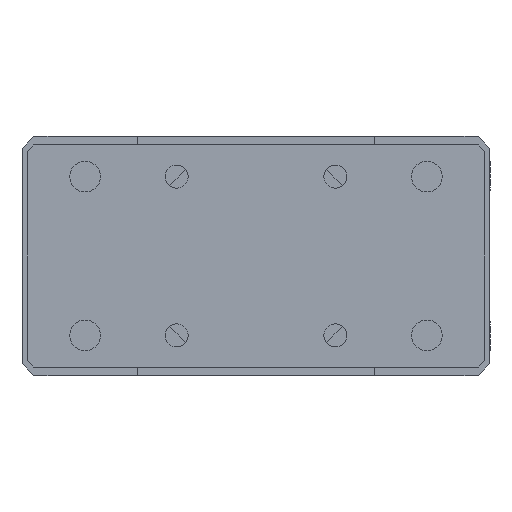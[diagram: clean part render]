
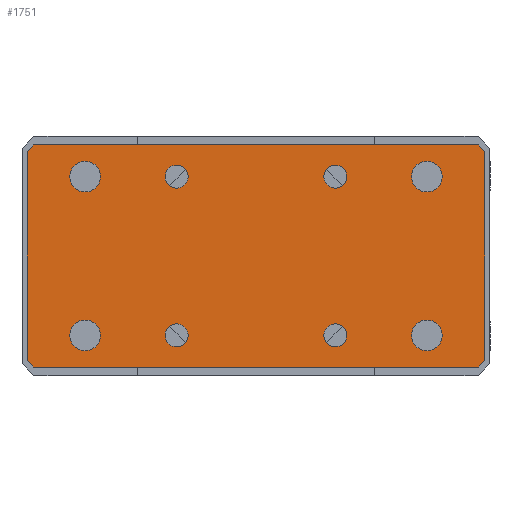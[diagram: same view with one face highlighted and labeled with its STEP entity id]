
A CAD part, front view. The second image highlights one B-rep face of the part: STEP entity #1751.
In plain terms, the highlighted face is planar.
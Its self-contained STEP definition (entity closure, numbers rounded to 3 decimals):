
#93=LINE('',#3007,#175);
#97=LINE('',#3015,#179);
#100=LINE('',#3021,#182);
#103=LINE('',#3027,#185);
#106=LINE('',#3032,#188);
#108=LINE('',#3036,#190);
#110=LINE('',#3040,#192);
#111=LINE('',#3042,#193);
#175=VECTOR('',#2526,1000.);
#179=VECTOR('',#2532,1000.);
#182=VECTOR('',#2537,1000.);
#185=VECTOR('',#2542,1000.);
#188=VECTOR('',#2547,1000.);
#190=VECTOR('',#2551,1000.);
#192=VECTOR('',#2555,1000.);
#193=VECTOR('',#2558,1000.);
#283=PLANE('',#2011);
#654=ORIENTED_EDGE('',*,*,#862,.T.);
#655=ORIENTED_EDGE('',*,*,#844,.T.);
#656=ORIENTED_EDGE('',*,*,#848,.T.);
#657=ORIENTED_EDGE('',*,*,#851,.T.);
#658=ORIENTED_EDGE('',*,*,#854,.T.);
#659=ORIENTED_EDGE('',*,*,#857,.T.);
#660=ORIENTED_EDGE('',*,*,#859,.T.);
#661=ORIENTED_EDGE('',*,*,#861,.T.);
#662=ORIENTED_EDGE('',*,*,#825,.T.);
#663=ORIENTED_EDGE('',*,*,#828,.T.);
#664=ORIENTED_EDGE('',*,*,#831,.T.);
#665=ORIENTED_EDGE('',*,*,#835,.T.);
#666=ORIENTED_EDGE('',*,*,#837,.T.);
#667=ORIENTED_EDGE('',*,*,#839,.T.);
#668=ORIENTED_EDGE('',*,*,#840,.T.);
#669=ORIENTED_EDGE('',*,*,#841,.T.);
#825=EDGE_CURVE('',#1000,#1000,#1121,.T.);
#828=EDGE_CURVE('',#1003,#1003,#1124,.T.);
#831=EDGE_CURVE('',#1006,#1006,#1127,.T.);
#835=EDGE_CURVE('',#1010,#1010,#1131,.T.);
#837=EDGE_CURVE('',#1011,#1011,#1133,.T.);
#839=EDGE_CURVE('',#1012,#1012,#1135,.T.);
#840=EDGE_CURVE('',#1013,#1013,#1136,.T.);
#841=EDGE_CURVE('',#1014,#1014,#1137,.T.);
#844=EDGE_CURVE('',#1017,#1016,#93,.T.);
#848=EDGE_CURVE('',#1016,#1019,#97,.T.);
#851=EDGE_CURVE('',#1019,#1021,#100,.T.);
#854=EDGE_CURVE('',#1021,#1023,#103,.T.);
#857=EDGE_CURVE('',#1023,#1024,#106,.T.);
#859=EDGE_CURVE('',#1024,#1025,#108,.T.);
#861=EDGE_CURVE('',#1025,#1026,#110,.T.);
#862=EDGE_CURVE('',#1026,#1017,#111,.T.);
#1000=VERTEX_POINT('',#2958);
#1003=VERTEX_POINT('',#2967);
#1006=VERTEX_POINT('',#2976);
#1010=VERTEX_POINT('',#2987);
#1011=VERTEX_POINT('',#2991);
#1012=VERTEX_POINT('',#2995);
#1013=VERTEX_POINT('',#2998);
#1014=VERTEX_POINT('',#3001);
#1016=VERTEX_POINT('',#3006);
#1017=VERTEX_POINT('',#3008);
#1019=VERTEX_POINT('',#3014);
#1021=VERTEX_POINT('',#3020);
#1023=VERTEX_POINT('',#3026);
#1024=VERTEX_POINT('',#3031);
#1025=VERTEX_POINT('',#3035);
#1026=VERTEX_POINT('',#3039);
#1121=CIRCLE('',#1972,4.5);
#1124=CIRCLE('',#1978,4.5);
#1127=CIRCLE('',#1984,4.5);
#1131=CIRCLE('',#1991,4.5);
#1133=CIRCLE('',#1994,3.375);
#1135=CIRCLE('',#1997,3.375);
#1136=CIRCLE('',#1999,3.375);
#1137=CIRCLE('',#2001,3.375);
#1351=EDGE_LOOP('',(#654,#655,#656,#657,#658,#659,#660,#661));
#1352=EDGE_LOOP('',(#662));
#1353=EDGE_LOOP('',(#663));
#1354=EDGE_LOOP('',(#664));
#1355=EDGE_LOOP('',(#665));
#1356=EDGE_LOOP('',(#666));
#1357=EDGE_LOOP('',(#667));
#1358=EDGE_LOOP('',(#668));
#1359=EDGE_LOOP('',(#669));
#1582=FACE_BOUND('',#1351,.T.);
#1583=FACE_BOUND('',#1352,.T.);
#1584=FACE_BOUND('',#1353,.T.);
#1585=FACE_BOUND('',#1354,.T.);
#1586=FACE_BOUND('',#1355,.T.);
#1587=FACE_BOUND('',#1356,.T.);
#1588=FACE_BOUND('',#1357,.T.);
#1589=FACE_BOUND('',#1358,.T.);
#1590=FACE_BOUND('',#1359,.T.);
#1751=ADVANCED_FACE('',(#1582,#1583,#1584,#1585,#1586,#1587,#1588,#1589,
#1590),#283,.F.);
#1972=AXIS2_PLACEMENT_3D('',#2957,#2462,#2463);
#1978=AXIS2_PLACEMENT_3D('',#2966,#2474,#2475);
#1984=AXIS2_PLACEMENT_3D('',#2975,#2486,#2487);
#1991=AXIS2_PLACEMENT_3D('',#2986,#2500,#2501);
#1994=AXIS2_PLACEMENT_3D('',#2990,#2506,#2507);
#1997=AXIS2_PLACEMENT_3D('',#2994,#2512,#2513);
#1999=AXIS2_PLACEMENT_3D('',#2997,#2516,#2517);
#2001=AXIS2_PLACEMENT_3D('',#3000,#2520,#2521);
#2011=AXIS2_PLACEMENT_3D('',#3044,#2561,#2562);
#2462=DIRECTION('',(0.,0.,1.));
#2463=DIRECTION('',(1.,0.,0.));
#2474=DIRECTION('',(0.,0.,1.));
#2475=DIRECTION('',(1.,0.,0.));
#2486=DIRECTION('',(0.,0.,1.));
#2487=DIRECTION('',(1.,0.,0.));
#2500=DIRECTION('',(0.,0.,1.));
#2501=DIRECTION('',(1.,0.,0.));
#2506=DIRECTION('',(0.,0.,1.));
#2507=DIRECTION('',(-1.,0.,0.));
#2512=DIRECTION('',(0.,0.,1.));
#2513=DIRECTION('',(-1.,0.,0.));
#2516=DIRECTION('',(0.,0.,1.));
#2517=DIRECTION('',(-1.,0.,0.));
#2520=DIRECTION('',(0.,0.,1.));
#2521=DIRECTION('',(-1.,0.,0.));
#2526=DIRECTION('',(1.,0.,0.));
#2532=DIRECTION('',(0.707,-0.707,0.));
#2537=DIRECTION('',(0.,-1.,0.));
#2542=DIRECTION('',(-0.707,-0.707,0.));
#2547=DIRECTION('',(-1.,0.,0.));
#2551=DIRECTION('',(-0.707,0.707,0.));
#2555=DIRECTION('',(0.,1.,0.));
#2558=DIRECTION('',(0.707,0.707,0.));
#2561=DIRECTION('',(0.,0.,1.));
#2562=DIRECTION('',(1.,0.,0.));
#2957=CARTESIAN_POINT('',(50.,-23.25,0.));
#2958=CARTESIAN_POINT('',(54.5,-23.25,0.));
#2966=CARTESIAN_POINT('',(-50.,23.25,0.));
#2967=CARTESIAN_POINT('',(-45.5,23.25,0.));
#2975=CARTESIAN_POINT('',(-50.,-23.25,0.));
#2976=CARTESIAN_POINT('',(-45.5,-23.25,0.));
#2986=CARTESIAN_POINT('',(50.,23.25,0.));
#2987=CARTESIAN_POINT('',(54.5,23.25,0.));
#2990=CARTESIAN_POINT('',(23.25,23.25,0.));
#2991=CARTESIAN_POINT('',(19.875,23.25,0.));
#2994=CARTESIAN_POINT('',(23.25,-23.25,0.));
#2995=CARTESIAN_POINT('',(19.875,-23.25,0.));
#2997=CARTESIAN_POINT('',(-23.25,-23.25,0.));
#2998=CARTESIAN_POINT('',(-26.625,-23.25,0.));
#3000=CARTESIAN_POINT('',(-23.25,23.25,0.));
#3001=CARTESIAN_POINT('',(-26.625,23.25,0.));
#3006=CARTESIAN_POINT('',(65.,32.5,0.));
#3007=CARTESIAN_POINT('',(-65.,32.5,0.));
#3008=CARTESIAN_POINT('',(-65.,32.5,0.));
#3014=CARTESIAN_POINT('',(67.,30.5,0.));
#3015=CARTESIAN_POINT('',(65.,32.5,0.));
#3020=CARTESIAN_POINT('',(67.,-30.5,0.));
#3021=CARTESIAN_POINT('',(67.,30.5,0.));
#3026=CARTESIAN_POINT('',(65.,-32.5,0.));
#3027=CARTESIAN_POINT('',(67.,-30.5,0.));
#3031=CARTESIAN_POINT('',(-65.,-32.5,0.));
#3032=CARTESIAN_POINT('',(65.,-32.5,0.));
#3035=CARTESIAN_POINT('',(-67.,-30.5,0.));
#3036=CARTESIAN_POINT('',(-65.,-32.5,0.));
#3039=CARTESIAN_POINT('',(-67.,30.5,0.));
#3040=CARTESIAN_POINT('',(-67.,-30.5,0.));
#3042=CARTESIAN_POINT('',(-67.,30.5,0.));
#3044=CARTESIAN_POINT('',(0.,0.,0.));
